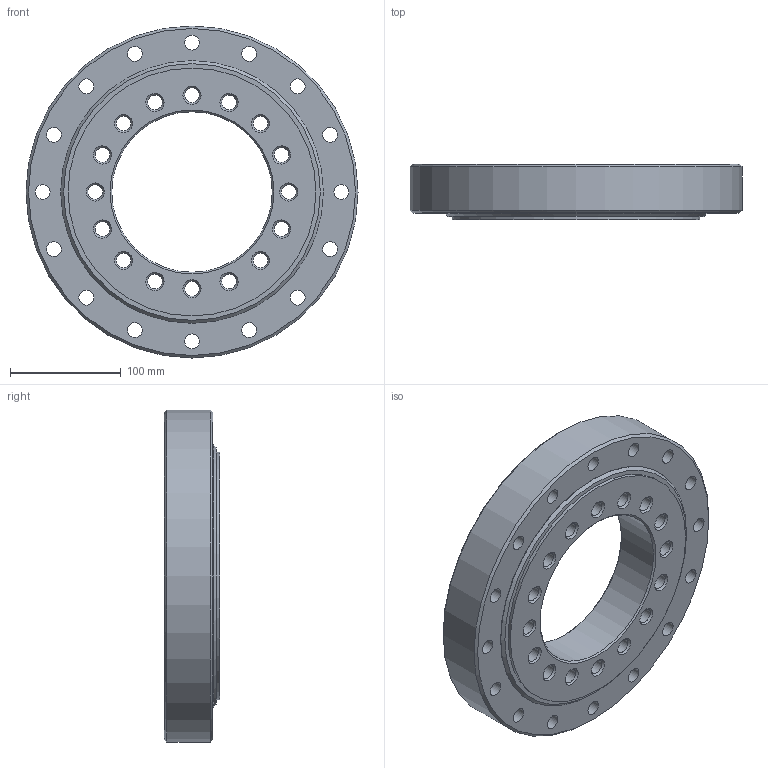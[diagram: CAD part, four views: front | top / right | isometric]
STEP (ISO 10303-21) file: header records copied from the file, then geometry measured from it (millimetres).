
FILE_DESCRIPTION(/* description */ (''),/* implementation_level */ '2;1');
FILE_NAME(/* name */ '30P.0223.19.004.stp',/* time_stamp */ '2023-05-11T11:04:36-04:00',/* author */ ('richard.potesta'),/* organization */ (''),/* preprocessor_version */ 'ST-DEVELOPER v18.1',/* originating_system */ 'Autodesk Inventor 2021',/* authorisation */ '');
FILE_SCHEMA (('AUTOMOTIVE_DESIGN { 1 0 10303 214 3 1 1 }'));
Length unit declared in the file: inch
Products named in the file (2): 30P.0223.19.004; 30P.0223.19.004_1
Assembly tree (1 placements, depth 2):
  30P.0223.19.004
    30P.0223.19.004_1
Bounding box: 300 x 50.04 x 300 mm (x, y, z)
Volume: 2117877.3 mm3; surface area: 374089 mm2
Topology: 5 solids, 5 shells, 170 faces, 432 edges, 274 vertices
Faces by surface type: cylinder 44, cone 42, torus 40, sphere 32, plane 12
Full cylindrical faces by diameter (mm): 13.386 x32, 145.009 x1, 216.065 x1, 216.09 x1, 218.948 x1, 220.98 x2, 224.028 x2, 226.06 x1, 228.917 x1, 228.943 x1, 299.999 x1
Entity records: 9460 total; most frequent: CARTESIAN_POINT 5103, DIRECTION 868, ORIENTED_EDGE 864, EDGE_CURVE 432, AXIS2_PLACEMENT_3D 391, VERTEX_POINT 274, EDGE_LOOP 246, CIRCLE 218
